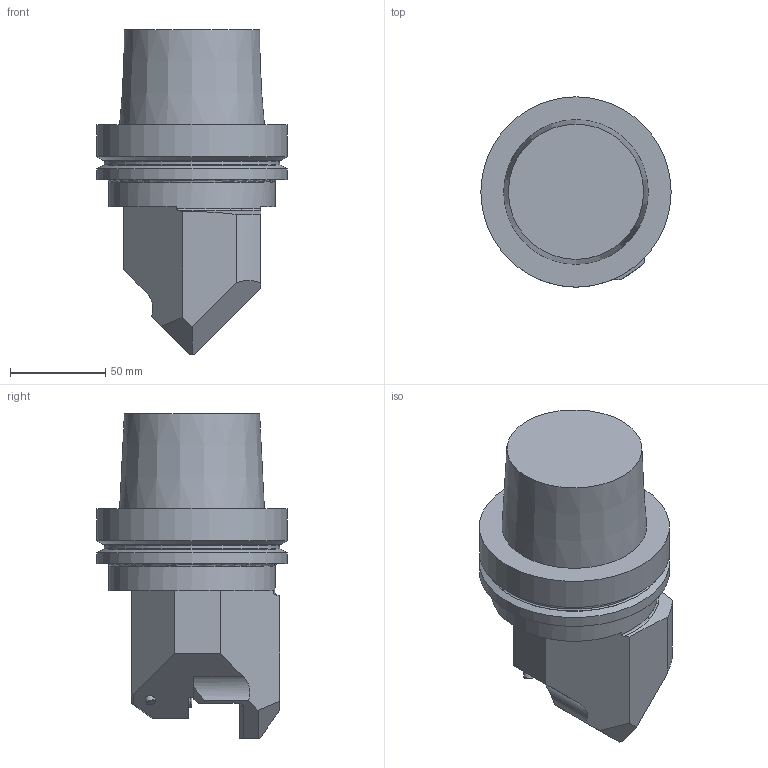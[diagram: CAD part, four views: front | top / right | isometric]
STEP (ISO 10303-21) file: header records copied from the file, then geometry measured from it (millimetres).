
FILE_DESCRIPTION(/* description */ (''),/* implementation_level */ '2;1');
FILE_NAME(/* name */ '1548326541865.stp',/* time_stamp */ '2019-01-24T16:12:38+06:00',/* author */ (''),/* organization */ ('SMS'),/* preprocessor_version */ 'ST-DEVELOPER v15',/* originating_system */ 'SIEMENS PLM Software NX 8.5',/* authorisation */ '');
FILE_SCHEMA (('AUTOMOTIVE_DESIGN { 1 0 10303 214 3 1 1 1 }'));
Length unit declared in the file: millimetre
Products named in the file (1): 200952207mod000_01
Bounding box: 99.95 x 99.95 x 170.49 mm (x, y, z)
Volume: 744952.8 mm3; surface area: 57998.5 mm2
Topology: 1 solids, 1 shells, 71 faces, 170 edges, 115 vertices
Faces by surface type: plane 45, cylinder 13, torus 7, cone 6
Full cylindrical faces by diameter (mm): 5 x1, 8.5 x3, 12.5 x3, 87.2 x1, 91.95 x1, 99.95 x2
Entity records: 1989 total; most frequent: CARTESIAN_POINT 394, DIRECTION 322, ORIENTED_EDGE 280, EDGE_CURVE 140, AXIS2_PLACEMENT_3D 118, EDGE_LOOP 103, VERTEX_POINT 103, LINE 86
